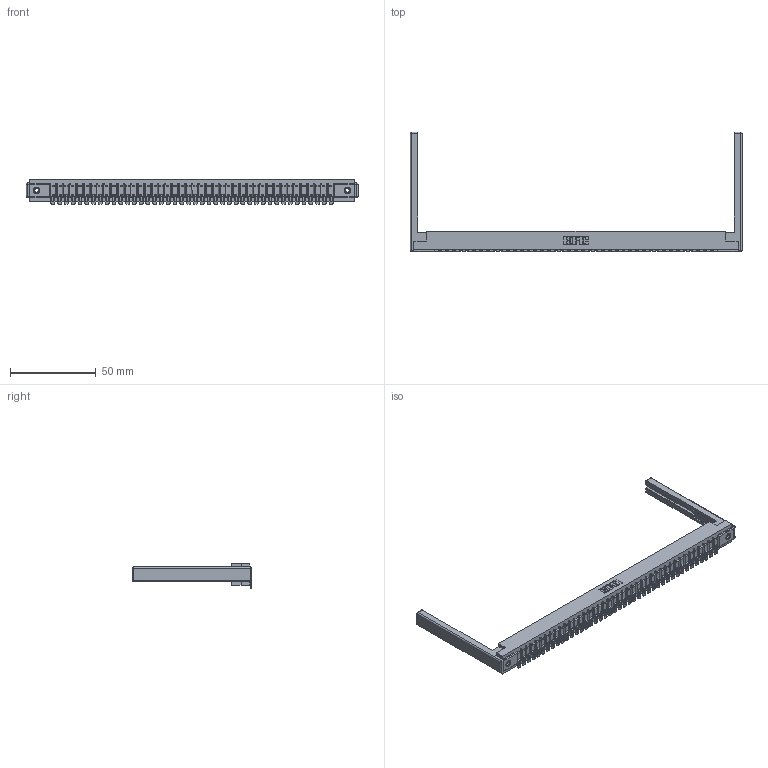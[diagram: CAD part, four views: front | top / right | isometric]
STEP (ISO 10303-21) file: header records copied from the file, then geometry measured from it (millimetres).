
FILE_DESCRIPTION (( 'STEP AP203' ), '1' );
FILE_NAME ('357-042-554-168.STEP', '2019-09-17T10:37:36', ( '' ), ( '' ), 'SwSTEP 2.0', 'SolidWorks 2016', '' );
FILE_SCHEMA (( 'CONFIG_CONTROL_DESIGN' ));
Length unit declared in the file: inch
Products named in the file (5): 307 Part_.156 Dia Mounting Holes; 357-042-554-168; 307-290-002_554; 307-220-068; 345-250-001_345-250-001-102
Assembly tree (47 placements, depth 2):
  357-042-554-168
    307 Part_.156 Dia Mounting Holes
    307-290-002_554  x42
    307-220-068  x2
    345-250-001_345-250-001-102  x2
Bounding box: 193.85 x 69.98 x 14.52 mm (x, y, z)
Volume: 25137.4 mm3; surface area: 30225.3 mm2
Topology: 47 solids, 47 shells, 3717 faces, 11339 edges, 7422 vertices
Faces by surface type: plane 2090, cylinder 1517, sphere 94, cone 12, torus 4
Entity records: 39730 total; most frequent: CARTESIAN_POINT 6667, ORIENTED_EDGE 6646, DIRECTION 6501, EDGE_CURVE 3323, LINE 2537, VECTOR 2537, VERTEX_POINT 2148, AXIS2_PLACEMENT_3D 1982
